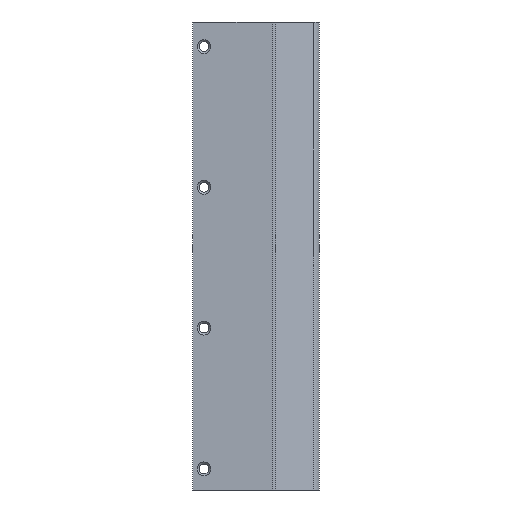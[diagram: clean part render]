
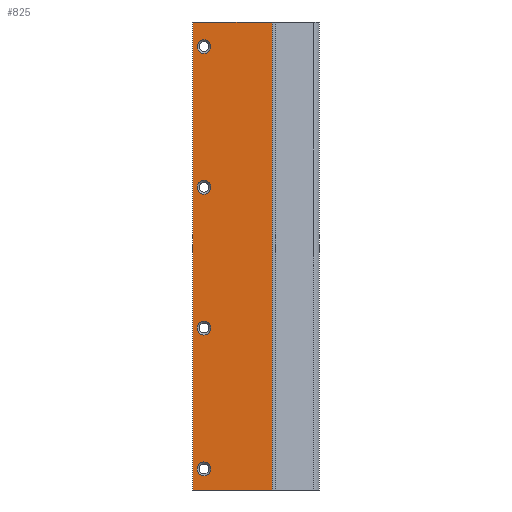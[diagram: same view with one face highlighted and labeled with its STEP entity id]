
A CAD part, front view. The second image highlights one B-rep face of the part: STEP entity #825.
In plain terms, the highlighted planar face has unit normal (0, -1, 0).
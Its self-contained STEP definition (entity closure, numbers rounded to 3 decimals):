
#11 = VECTOR ( 'NONE', #628, 1000. ) ;
#16 = CARTESIAN_POINT ( 'NONE',  ( -239.304, -67.631, -59.533 ) ) ;
#23 = EDGE_CURVE ( 'NONE', #935, #787, #1241, .T. ) ;
#24 = CARTESIAN_POINT ( 'NONE',  ( -239.304, -67.631, -160.4 ) ) ;
#53 = EDGE_LOOP ( 'NONE', ( #487, #1042 ) ) ;
#71 = EDGE_LOOP ( 'NONE', ( #1003, #723 ) ) ;
#100 = CIRCLE ( 'NONE', #278, 5.2 ) ;
#103 = CARTESIAN_POINT ( 'NONE',  ( -239.304, -67.631, -54.333 ) ) ;
#117 = DIRECTION ( 'NONE',  ( 0., 0., -1. ) ) ;
#122 = AXIS2_PLACEMENT_3D ( 'NONE', #222, #1073, #117 ) ;
#133 = FACE_BOUND ( 'NONE', #71, .T. ) ;
#141 = EDGE_CURVE ( 'NONE', #284, #1085, #344, .T. ) ;
#156 = CARTESIAN_POINT ( 'NONE',  ( -247.804, -67.631, 176.3 ) ) ;
#160 = AXIS2_PLACEMENT_3D ( 'NONE', #103, #1071, #953 ) ;
#162 = ORIENTED_EDGE ( 'NONE', *, *, #23, .F. ) ;
#163 = AXIS2_PLACEMENT_3D ( 'NONE', #764, #1082, #1181 ) ;
#178 = ORIENTED_EDGE ( 'NONE', *, *, #1070, .F. ) ;
#198 = DIRECTION ( 'NONE',  ( 0., 0., -1. ) ) ;
#200 = CARTESIAN_POINT ( 'NONE',  ( -187.877, -67.631, -176.3 ) ) ;
#202 = CARTESIAN_POINT ( 'NONE',  ( 4.121, -67.631, -176.3 ) ) ;
#215 = DIRECTION ( 'NONE',  ( 0., -1., 0. ) ) ;
#222 = CARTESIAN_POINT ( 'NONE',  ( -239.304, -67.631, 157.8 ) ) ;
#235 = EDGE_CURVE ( 'NONE', #827, #1207, #769, .T. ) ;
#253 = AXIS2_PLACEMENT_3D ( 'NONE', #569, #999, #902 ) ;
#259 = CARTESIAN_POINT ( 'NONE',  ( -187.877, -67.631, -176.3 ) ) ;
#269 = VERTEX_POINT ( 'NONE', #694 ) ;
#278 = AXIS2_PLACEMENT_3D ( 'NONE', #311, #740, #1065 ) ;
#284 = VERTEX_POINT ( 'NONE', #156 ) ;
#302 = EDGE_LOOP ( 'NONE', ( #932, #178 ) ) ;
#305 = CARTESIAN_POINT ( 'NONE',  ( -247.804, -67.631, -176.3 ) ) ;
#311 = CARTESIAN_POINT ( 'NONE',  ( -239.304, -67.631, -54.333 ) ) ;
#321 = VECTOR ( 'NONE', #603, 1000. ) ;
#344 = LINE ( 'NONE', #1189, #830 ) ;
#360 = DIRECTION ( 'NONE',  ( 0., -1., 0. ) ) ;
#365 = PLANE ( 'NONE',  #253 ) ;
#379 = CARTESIAN_POINT ( 'NONE',  ( -187.877, -67.631, 176.3 ) ) ;
#381 = EDGE_CURVE ( 'NONE', #1085, #787, #1261, .T. ) ;
#403 = EDGE_LOOP ( 'NONE', ( #1263, #1343 ) ) ;
#424 = CARTESIAN_POINT ( 'NONE',  ( -239.304, -67.631, 51.733 ) ) ;
#434 = EDGE_CURVE ( 'NONE', #1328, #595, #791, .T. ) ;
#463 = VERTEX_POINT ( 'NONE', #1180 ) ;
#470 = DIRECTION ( 'NONE',  ( 0., 0., -1. ) ) ;
#487 = ORIENTED_EDGE ( 'NONE', *, *, #1200, .F. ) ;
#500 = AXIS2_PLACEMENT_3D ( 'NONE', #24, #360, #895 ) ;
#523 = CIRCLE ( 'NONE', #122, 5.2 ) ;
#551 = AXIS2_PLACEMENT_3D ( 'NONE', #424, #1159, #622 ) ;
#556 = CARTESIAN_POINT ( 'NONE',  ( -239.304, -67.631, 56.933 ) ) ;
#562 = FACE_OUTER_BOUND ( 'NONE', #1166, .T. ) ;
#569 = CARTESIAN_POINT ( 'NONE',  ( 4.121, -67.631, 0. ) ) ;
#575 = CARTESIAN_POINT ( 'NONE',  ( -239.304, -67.631, 157.8 ) ) ;
#578 = CARTESIAN_POINT ( 'NONE',  ( -239.304, -67.631, -49.133 ) ) ;
#585 = EDGE_CURVE ( 'NONE', #269, #923, #1098, .T. ) ;
#595 = VERTEX_POINT ( 'NONE', #578 ) ;
#603 = DIRECTION ( 'NONE',  ( 1., 0., 0. ) ) ;
#621 = CARTESIAN_POINT ( 'NONE',  ( -239.304, -67.631, -160.4 ) ) ;
#622 = DIRECTION ( 'NONE',  ( 0., 0., -1. ) ) ;
#628 = DIRECTION ( 'NONE',  ( 0., 0., -1. ) ) ;
#681 = FACE_BOUND ( 'NONE', #53, .T. ) ;
#683 = ORIENTED_EDGE ( 'NONE', *, *, #141, .T. ) ;
#684 = CIRCLE ( 'NONE', #163, 5.2 ) ;
#694 = CARTESIAN_POINT ( 'NONE',  ( -239.304, -67.631, -165.6 ) ) ;
#695 = FACE_BOUND ( 'NONE', #403, .T. ) ;
#707 = AXIS2_PLACEMENT_3D ( 'NONE', #621, #215, #198 ) ;
#720 = ORIENTED_EDGE ( 'NONE', *, *, #1049, .T. ) ;
#723 = ORIENTED_EDGE ( 'NONE', *, *, #1291, .F. ) ;
#740 = DIRECTION ( 'NONE',  ( 0., -1., 0. ) ) ;
#749 = ORIENTED_EDGE ( 'NONE', *, *, #381, .T. ) ;
#750 = VECTOR ( 'NONE', #1280, 1000. ) ;
#764 = CARTESIAN_POINT ( 'NONE',  ( -239.304, -67.631, 51.733 ) ) ;
#769 = CIRCLE ( 'NONE', #1050, 5.2 ) ;
#771 = CIRCLE ( 'NONE', #551, 5.2 ) ;
#779 = FACE_BOUND ( 'NONE', #302, .T. ) ;
#787 = VERTEX_POINT ( 'NONE', #259 ) ;
#791 = CIRCLE ( 'NONE', #160, 5.2 ) ;
#825 = ADVANCED_FACE ( 'NONE', ( #695, #133, #779, #562, #681 ), #365, .F. ) ;
#827 = VERTEX_POINT ( 'NONE', #886 ) ;
#830 = VECTOR ( 'NONE', #1074, 1000. ) ;
#854 = CIRCLE ( 'NONE', #707, 5.2 ) ;
#857 = CARTESIAN_POINT ( 'NONE',  ( 4.121, -67.631, 176.3 ) ) ;
#886 = CARTESIAN_POINT ( 'NONE',  ( -239.304, -67.631, 163. ) ) ;
#895 = DIRECTION ( 'NONE',  ( 0., 0., -1. ) ) ;
#902 = DIRECTION ( 'NONE',  ( -1., 0., 0. ) ) ;
#923 = VERTEX_POINT ( 'NONE', #1347 ) ;
#932 = ORIENTED_EDGE ( 'NONE', *, *, #1223, .F. ) ;
#935 = VERTEX_POINT ( 'NONE', #379 ) ;
#953 = DIRECTION ( 'NONE',  ( 0., 0., -1. ) ) ;
#999 = DIRECTION ( 'NONE',  ( 0., 1., 0. ) ) ;
#1003 = ORIENTED_EDGE ( 'NONE', *, *, #434, .F. ) ;
#1042 = ORIENTED_EDGE ( 'NONE', *, *, #235, .F. ) ;
#1049 = EDGE_CURVE ( 'NONE', #935, #284, #1139, .T. ) ;
#1050 = AXIS2_PLACEMENT_3D ( 'NONE', #575, #1324, #470 ) ;
#1065 = DIRECTION ( 'NONE',  ( 0., 0., -1. ) ) ;
#1070 = EDGE_CURVE ( 'NONE', #1224, #463, #771, .T. ) ;
#1071 = DIRECTION ( 'NONE',  ( 0., -1., 0. ) ) ;
#1073 = DIRECTION ( 'NONE',  ( 0., -1., 0. ) ) ;
#1074 = DIRECTION ( 'NONE',  ( 0., 0., -1. ) ) ;
#1082 = DIRECTION ( 'NONE',  ( 0., -1., 0. ) ) ;
#1085 = VERTEX_POINT ( 'NONE', #305 ) ;
#1098 = CIRCLE ( 'NONE', #500, 5.2 ) ;
#1139 = LINE ( 'NONE', #857, #750 ) ;
#1159 = DIRECTION ( 'NONE',  ( 0., -1., 0. ) ) ;
#1166 = EDGE_LOOP ( 'NONE', ( #162, #720, #683, #749 ) ) ;
#1180 = CARTESIAN_POINT ( 'NONE',  ( -239.304, -67.631, 46.533 ) ) ;
#1181 = DIRECTION ( 'NONE',  ( 0., 0., -1. ) ) ;
#1189 = CARTESIAN_POINT ( 'NONE',  ( -247.804, -67.631, 0. ) ) ;
#1200 = EDGE_CURVE ( 'NONE', #1207, #827, #523, .T. ) ;
#1207 = VERTEX_POINT ( 'NONE', #1258 ) ;
#1223 = EDGE_CURVE ( 'NONE', #463, #1224, #684, .T. ) ;
#1224 = VERTEX_POINT ( 'NONE', #556 ) ;
#1241 = LINE ( 'NONE', #200, #11 ) ;
#1258 = CARTESIAN_POINT ( 'NONE',  ( -239.304, -67.631, 152.6 ) ) ;
#1261 = LINE ( 'NONE', #202, #321 ) ;
#1263 = ORIENTED_EDGE ( 'NONE', *, *, #585, .F. ) ;
#1264 = EDGE_CURVE ( 'NONE', #923, #269, #854, .T. ) ;
#1280 = DIRECTION ( 'NONE',  ( -1., 0., 0. ) ) ;
#1291 = EDGE_CURVE ( 'NONE', #595, #1328, #100, .T. ) ;
#1324 = DIRECTION ( 'NONE',  ( 0., -1., 0. ) ) ;
#1328 = VERTEX_POINT ( 'NONE', #16 ) ;
#1343 = ORIENTED_EDGE ( 'NONE', *, *, #1264, .F. ) ;
#1347 = CARTESIAN_POINT ( 'NONE',  ( -239.304, -67.631, -155.2 ) ) ;
